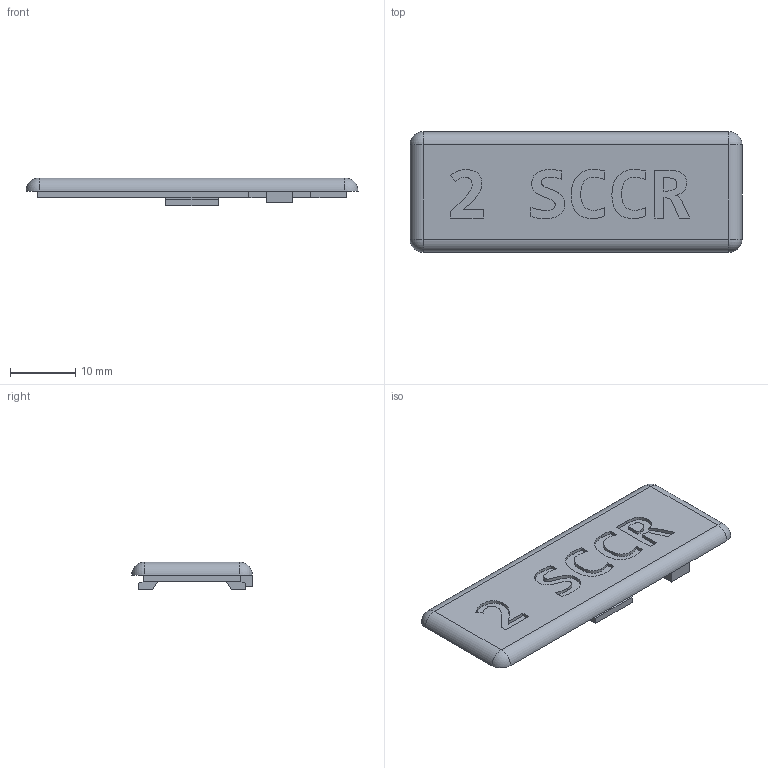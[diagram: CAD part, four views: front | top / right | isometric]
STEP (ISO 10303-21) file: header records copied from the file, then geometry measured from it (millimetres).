
FILE_DESCRIPTION (( 'STEP AP214' ), '1' );
FILE_NAME ('Twitch_Switch_Sensor2_Lid.STEP', '2024-03-28T12:59:47', ( '' ), ( '' ), 'SwSTEP 2.0', 'SolidWorks 2020', '' );
FILE_SCHEMA (( 'AUTOMOTIVE_DESIGN' ));
Length unit declared in the file: millimetre
Products named in the file (1): Twitch_Switch_Sensor2_Lid
Bounding box: 51 x 18.5 x 4.3 mm (x, y, z)
Volume: 2380 mm3; surface area: 2350.6 mm2
Topology: 1 solids, 1 shells, 108 faces, 291 edges, 188 vertices
Faces by surface type: plane 62, bspline 38, sphere 4, cylinder 4
Entity records: 5321 total; most frequent: CARTESIAN_POINT 2854, ORIENTED_EDGE 574, DIRECTION 365, EDGE_CURVE 287, LINE 199, VECTOR 199, VERTEX_POINT 188, EDGE_LOOP 115
